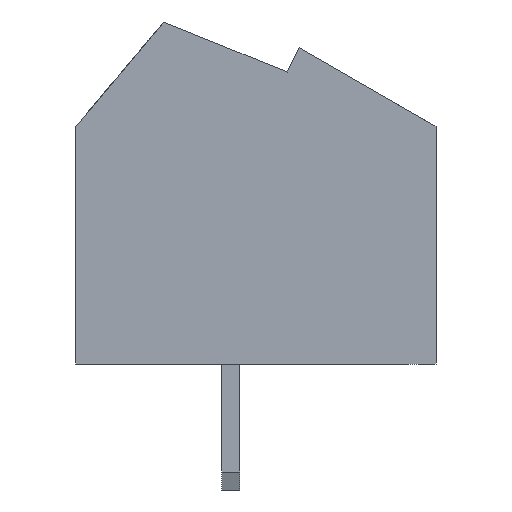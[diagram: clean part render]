
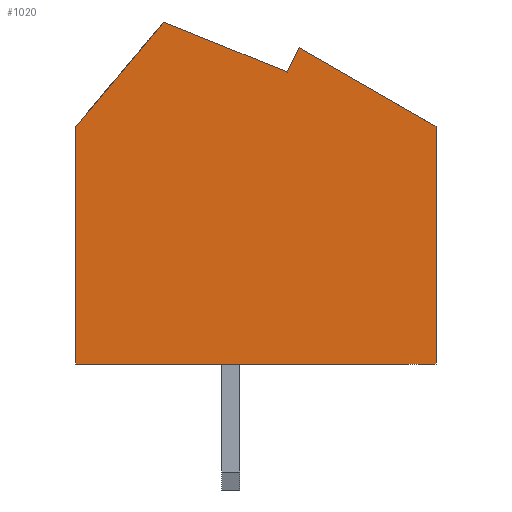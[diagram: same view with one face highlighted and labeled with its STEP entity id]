
A CAD part, left-side view. The second image highlights one B-rep face of the part: STEP entity #1020.
In plain terms, the highlighted planar face has unit normal (-1, 0, 0).
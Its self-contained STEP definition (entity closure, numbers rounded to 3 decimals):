
#1020 = ADVANCED_FACE( '', ( #1983 ), #1984, .F. );
#1983 = FACE_OUTER_BOUND( '', #2894, .T. );
#1984 = PLANE( '', #2895 );
#2894 = EDGE_LOOP( '', ( #5489, #5490, #5491, #5492, #5493, #5494, #5495 ) );
#2895 = AXIS2_PLACEMENT_3D( '', #5496, #5497, #5498 );
#5489 = ORIENTED_EDGE( '', *, *, #5647, .F. );
#5490 = ORIENTED_EDGE( '', *, *, #6612, .F. );
#5491 = ORIENTED_EDGE( '', *, *, #6399, .F. );
#5492 = ORIENTED_EDGE( '', *, *, #6548, .F. );
#5493 = ORIENTED_EDGE( '', *, *, #6506, .F. );
#5494 = ORIENTED_EDGE( '', *, *, #6638, .F. );
#5495 = ORIENTED_EDGE( '', *, *, #6049, .F. );
#5496 = CARTESIAN_POINT( '', ( -7.62, 0., 0. ) );
#5497 = DIRECTION( '', ( 1., 0., 0. ) );
#5498 = DIRECTION( '', ( 0., 0., -1. ) );
#5647 = EDGE_CURVE( '', #6739, #6740, #6741, .T. );
#6049 = EDGE_CURVE( '', #6740, #7430, #7431, .T. );
#6399 = EDGE_CURVE( '', #7932, #7934, #7935, .T. );
#6506 = EDGE_CURVE( '', #8063, #8064, #8065, .T. );
#6548 = EDGE_CURVE( '', #8064, #7932, #8112, .T. );
#6612 = EDGE_CURVE( '', #7934, #6739, #8181, .T. );
#6638 = EDGE_CURVE( '', #7430, #8063, #8207, .T. );
#6739 = VERTEX_POINT( '', #8342 );
#6740 = VERTEX_POINT( '', #8343 );
#6741 = LINE( '', #8344, #8345 );
#7430 = VERTEX_POINT( '', #9329 );
#7431 = LINE( '', #9330, #9331 );
#7932 = VERTEX_POINT( '', #10063 );
#7934 = VERTEX_POINT( '', #10066 );
#7935 = LINE( '', #10067, #10068 );
#8063 = VERTEX_POINT( '', #10258 );
#8064 = VERTEX_POINT( '', #10259 );
#8065 = LINE( '', #10260, #10261 );
#8112 = LINE( '', #10329, #10330 );
#8181 = LINE( '', #10428, #10429 );
#8207 = LINE( '', #10461, #10462 );
#8342 = CARTESIAN_POINT( '', ( -7.62, 5., -3.3 ) );
#8343 = CARTESIAN_POINT( '', ( -7.62, 5., 3.3 ) );
#8344 = CARTESIAN_POINT( '', ( -7.62, 5., -3.3 ) );
#8345 = VECTOR( '', #10528, 1000. );
#9329 = CARTESIAN_POINT( '', ( -7.62, 2.566, 6.2 ) );
#9330 = CARTESIAN_POINT( '', ( -7.62, 5., 3.3 ) );
#9331 = VECTOR( '', #10935, 1000. );
#10063 = CARTESIAN_POINT( '', ( -7.62, -5., 3.3 ) );
#10066 = CARTESIAN_POINT( '', ( -7.62, -5., -3.3 ) );
#10067 = CARTESIAN_POINT( '', ( -7.62, -5., 3.3 ) );
#10068 = VECTOR( '', #11279, 1000. );
#10258 = CARTESIAN_POINT( '', ( -7.62, -0.867, 4.811 ) );
#10259 = CARTESIAN_POINT( '', ( -7.62, -1.199, 5.483 ) );
#10260 = CARTESIAN_POINT( '', ( -7.62, -0.867, 4.811 ) );
#10261 = VECTOR( '', #11348, 1000. );
#10329 = CARTESIAN_POINT( '', ( -7.62, -1.199, 5.483 ) );
#10330 = VECTOR( '', #11376, 1000. );
#10428 = CARTESIAN_POINT( '', ( -7.62, 5., -3.3 ) );
#10429 = VECTOR( '', #11409, 1000. );
#10461 = CARTESIAN_POINT( '', ( -7.62, 2.566, 6.2 ) );
#10462 = VECTOR( '', #11419, 1000. );
#10528 = DIRECTION( '', ( 0., 0., 1. ) );
#10935 = DIRECTION( '', ( 0., -0.643, 0.766 ) );
#11279 = DIRECTION( '', ( 0., 0., -1. ) );
#11348 = DIRECTION( '', ( 0., -0.443, 0.897 ) );
#11376 = DIRECTION( '', ( 0., -0.867, -0.498 ) );
#11409 = DIRECTION( '', ( 0., 1., 0. ) );
#11419 = DIRECTION( '', ( 0., -0.927, -0.375 ) );
